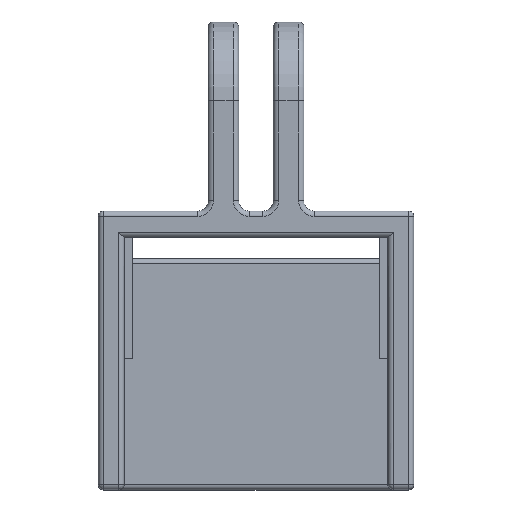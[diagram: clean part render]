
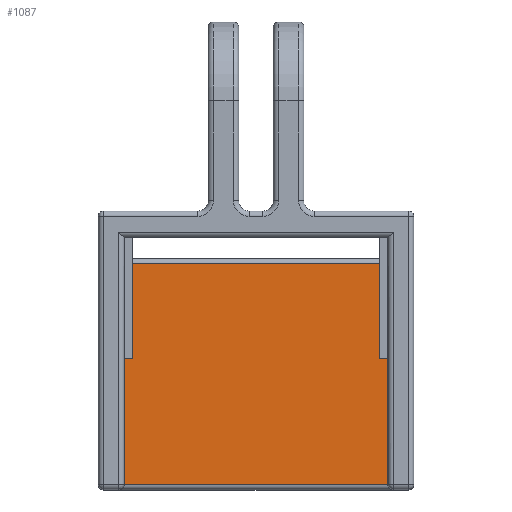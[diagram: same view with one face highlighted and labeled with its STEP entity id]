
A CAD part, top view. The second image highlights one B-rep face of the part: STEP entity #1087.
In plain terms, the highlighted planar face has unit normal (0, 0, 1).
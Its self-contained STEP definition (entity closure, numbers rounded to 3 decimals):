
#51 = VECTOR ( 'NONE', #544, 1000. ) ;
#74 = CARTESIAN_POINT ( 'NONE',  ( 0., 0., -13. ) ) ;
#146 = CARTESIAN_POINT ( 'NONE',  ( 17.55, -41., -13. ) ) ;
#278 = EDGE_CURVE ( 'NONE', #1965, #1582, #792, .T. ) ;
#295 = PLANE ( 'NONE',  #2533 ) ;
#403 = DIRECTION ( 'NONE',  ( 0., 1., 0. ) ) ;
#544 = DIRECTION ( 'NONE',  ( 0., -1., 0. ) ) ;
#700 = VERTEX_POINT ( 'NONE', #2575 ) ;
#737 = DIRECTION ( 'NONE',  ( -1., 0., 0. ) ) ;
#756 = CARTESIAN_POINT ( 'NONE',  ( -7.55, -62.5, -13. ) ) ;
#792 = LINE ( 'NONE', #1473, #51 ) ;
#794 = EDGE_CURVE ( 'NONE', #1927, #1582, #2208, .T. ) ;
#877 = CARTESIAN_POINT ( 'NONE',  ( -7.55, -62., -13. ) ) ;
#935 = LINE ( 'NONE', #1833, #2069 ) ;
#983 = DIRECTION ( 'NONE',  ( 0., 0., -1. ) ) ;
#1087 = ADVANCED_FACE ( 'NONE', ( #2337 ), #295, .F. ) ;
#1090 = EDGE_CURVE ( 'NONE', #1927, #700, #2795, .T. ) ;
#1394 = ORIENTED_EDGE ( 'NONE', *, *, #278, .F. ) ;
#1425 = ORIENTED_EDGE ( 'NONE', *, *, #1709, .T. ) ;
#1473 = CARTESIAN_POINT ( 'NONE',  ( 17.55, -62.5, -13. ) ) ;
#1559 = DIRECTION ( 'NONE',  ( 1., 0., 0. ) ) ;
#1582 = VERTEX_POINT ( 'NONE', #2535 ) ;
#1709 = EDGE_CURVE ( 'NONE', #1965, #700, #935, .T. ) ;
#1833 = CARTESIAN_POINT ( 'NONE',  ( -7.55, -41., -13. ) ) ;
#1897 = DIRECTION ( 'NONE',  ( 0., -1., 0. ) ) ;
#1915 = VECTOR ( 'NONE', #1559, 1000. ) ;
#1927 = VERTEX_POINT ( 'NONE', #877 ) ;
#1965 = VERTEX_POINT ( 'NONE', #146 ) ;
#2017 = VECTOR ( 'NONE', #403, 1000. ) ;
#2050 = ORIENTED_EDGE ( 'NONE', *, *, #1090, .F. ) ;
#2069 = VECTOR ( 'NONE', #737, 1000. ) ;
#2208 = LINE ( 'NONE', #2458, #1915 ) ;
#2337 = FACE_OUTER_BOUND ( 'NONE', #2390, .T. ) ;
#2390 = EDGE_LOOP ( 'NONE', ( #2050, #2410, #1394, #1425 ) ) ;
#2410 = ORIENTED_EDGE ( 'NONE', *, *, #794, .T. ) ;
#2458 = CARTESIAN_POINT ( 'NONE',  ( 17.55, -62., -13. ) ) ;
#2533 = AXIS2_PLACEMENT_3D ( 'NONE', #74, #983, #1897 ) ;
#2535 = CARTESIAN_POINT ( 'NONE',  ( 17.55, -62., -13. ) ) ;
#2575 = CARTESIAN_POINT ( 'NONE',  ( -7.55, -41., -13. ) ) ;
#2795 = LINE ( 'NONE', #756, #2017 ) ;
